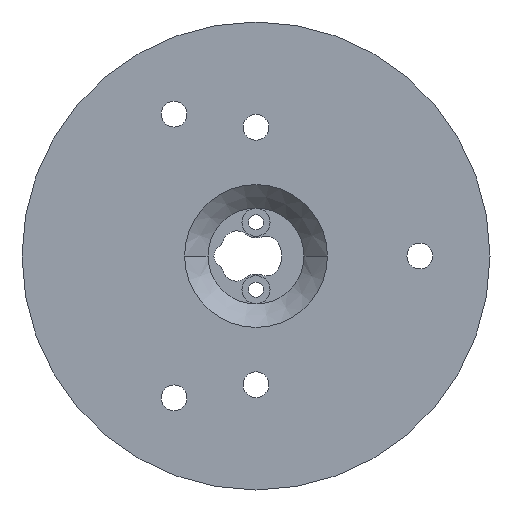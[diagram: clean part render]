
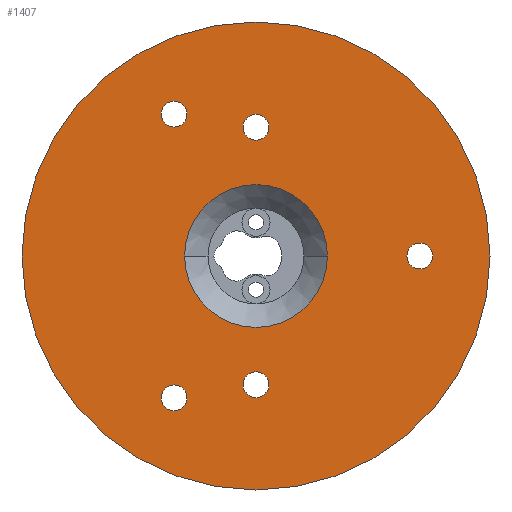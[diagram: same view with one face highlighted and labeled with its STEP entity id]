
A CAD part, front view. The second image highlights one B-rep face of the part: STEP entity #1407.
In plain terms, the highlighted planar face has unit normal (0, -1, 0).
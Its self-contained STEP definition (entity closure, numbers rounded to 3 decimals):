
#28 = EDGE_CURVE ( 'NONE', #1814, #1941, #285, .T. ) ;
#37 = CIRCLE ( 'NONE', #539, 2.75 ) ;
#51 = ORIENTED_EDGE ( 'NONE', *, *, #1323, .F. ) ;
#57 = CARTESIAN_POINT ( 'NONE',  ( 0., 0., 27.5 ) ) ;
#62 = EDGE_CURVE ( 'NONE', #1941, #1814, #1372, .T. ) ;
#66 = DIRECTION ( 'NONE',  ( 0., -1., 0. ) ) ;
#96 = ORIENTED_EDGE ( 'NONE', *, *, #1695, .T. ) ;
#129 = ORIENTED_EDGE ( 'NONE', *, *, #191, .F. ) ;
#132 = ORIENTED_EDGE ( 'NONE', *, *, #383, .F. ) ;
#191 = EDGE_CURVE ( 'NONE', #1081, #577, #1453, .T. ) ;
#208 = AXIS2_PLACEMENT_3D ( 'NONE', #218, #865, #1521 ) ;
#218 = CARTESIAN_POINT ( 'NONE',  ( -50., 0., 0. ) ) ;
#226 = EDGE_CURVE ( 'NONE', #577, #1081, #1146, .T. ) ;
#243 = DIRECTION ( 'NONE',  ( 1., 0., 0. ) ) ;
#246 = FACE_BOUND ( 'NONE', #1988, .T. ) ;
#247 = CARTESIAN_POINT ( 'NONE',  ( -17.5, 0., 30.311 ) ) ;
#271 = AXIS2_PLACEMENT_3D ( 'NONE', #1508, #1390, #568 ) ;
#285 = CIRCLE ( 'NONE', #1840, 15.25 ) ;
#307 = DIRECTION ( 'NONE',  ( 0., -1., 0. ) ) ;
#321 = DIRECTION ( 'NONE',  ( 1., 0., 0. ) ) ;
#328 = AXIS2_PLACEMENT_3D ( 'NONE', #668, #1640, #1133 ) ;
#352 = VERTEX_POINT ( 'NONE', #479 ) ;
#354 = DIRECTION ( 'NONE',  ( 0., -1., 0. ) ) ;
#359 = EDGE_CURVE ( 'NONE', #1047, #352, #465, .T. ) ;
#366 = CIRCLE ( 'NONE', #1823, 2.75 ) ;
#372 = FACE_OUTER_BOUND ( 'NONE', #481, .T. ) ;
#383 = EDGE_CURVE ( 'NONE', #1002, #926, #366, .T. ) ;
#400 = DIRECTION ( 'NONE',  ( 1., 0., 0. ) ) ;
#428 = AXIS2_PLACEMENT_3D ( 'NONE', #1300, #1946, #491 ) ;
#439 = CIRCLE ( 'NONE', #1898, 2.75 ) ;
#448 = EDGE_CURVE ( 'NONE', #496, #1548, #439, .T. ) ;
#461 = CARTESIAN_POINT ( 'NONE',  ( -14.75, 0., 30.311 ) ) ;
#465 = CIRCLE ( 'NONE', #1280, 2.75 ) ;
#479 = CARTESIAN_POINT ( 'NONE',  ( -14.75, 0., -30.311 ) ) ;
#481 = EDGE_LOOP ( 'NONE', ( #96, #1258 ) ) ;
#491 = DIRECTION ( 'NONE',  ( 1., 0., 0. ) ) ;
#496 = VERTEX_POINT ( 'NONE', #1981 ) ;
#506 = ORIENTED_EDGE ( 'NONE', *, *, #359, .F. ) ;
#517 = DIRECTION ( 'NONE',  ( 1., 0., 0. ) ) ;
#535 = CARTESIAN_POINT ( 'NONE',  ( 0., 0., -27.5 ) ) ;
#539 = AXIS2_PLACEMENT_3D ( 'NONE', #535, #1365, #400 ) ;
#548 = EDGE_CURVE ( 'NONE', #352, #1047, #1619, .T. ) ;
#559 = VERTEX_POINT ( 'NONE', #1322 ) ;
#568 = DIRECTION ( 'NONE',  ( 1., 0., 0. ) ) ;
#575 = CIRCLE ( 'NONE', #271, 2.75 ) ;
#576 = DIRECTION ( 'NONE',  ( 1., 0., 0. ) ) ;
#577 = VERTEX_POINT ( 'NONE', #669 ) ;
#589 = DIRECTION ( 'NONE',  ( 1., 0., 0. ) ) ;
#607 = VERTEX_POINT ( 'NONE', #1506 ) ;
#622 = EDGE_LOOP ( 'NONE', ( #1069, #1259 ) ) ;
#654 = CARTESIAN_POINT ( 'NONE',  ( 0., 0., 0. ) ) ;
#665 = CIRCLE ( 'NONE', #1652, 50. ) ;
#668 = CARTESIAN_POINT ( 'NONE',  ( 0., 0., 0. ) ) ;
#669 = CARTESIAN_POINT ( 'NONE',  ( -20.25, 0., 30.311 ) ) ;
#698 = AXIS2_PLACEMENT_3D ( 'NONE', #247, #2022, #1228 ) ;
#721 = DIRECTION ( 'NONE',  ( 1., 0., 0. ) ) ;
#739 = CARTESIAN_POINT ( 'NONE',  ( 0., 0., 0. ) ) ;
#783 = DIRECTION ( 'NONE',  ( 1., 0., 0. ) ) ;
#797 = DIRECTION ( 'NONE',  ( 0., -1., 0. ) ) ;
#802 = ORIENTED_EDGE ( 'NONE', *, *, #1790, .F. ) ;
#865 = DIRECTION ( 'NONE',  ( 0., -1., 0. ) ) ;
#872 = CARTESIAN_POINT ( 'NONE',  ( 50., 0., 0. ) ) ;
#906 = DIRECTION ( 'NONE',  ( 0., -1., 0. ) ) ;
#919 = CARTESIAN_POINT ( 'NONE',  ( 2.75, 0., -27.5 ) ) ;
#926 = VERTEX_POINT ( 'NONE', #1511 ) ;
#954 = DIRECTION ( 'NONE',  ( 1., 0., 0. ) ) ;
#967 = AXIS2_PLACEMENT_3D ( 'NONE', #57, #66, #721 ) ;
#979 = CARTESIAN_POINT ( 'NONE',  ( -17.5, 0., 30.311 ) ) ;
#992 = VERTEX_POINT ( 'NONE', #1054 ) ;
#1002 = VERTEX_POINT ( 'NONE', #1415 ) ;
#1047 = VERTEX_POINT ( 'NONE', #1442 ) ;
#1054 = CARTESIAN_POINT ( 'NONE',  ( -50., 0., 0. ) ) ;
#1069 = ORIENTED_EDGE ( 'NONE', *, *, #62, .T. ) ;
#1081 = VERTEX_POINT ( 'NONE', #461 ) ;
#1133 = DIRECTION ( 'NONE',  ( 1., 0., 0. ) ) ;
#1146 = CIRCLE ( 'NONE', #698, 2.75 ) ;
#1152 = EDGE_LOOP ( 'NONE', ( #1803, #132 ) ) ;
#1154 = CARTESIAN_POINT ( 'NONE',  ( 0., 0., 0. ) ) ;
#1174 = PLANE ( 'NONE',  #208 ) ;
#1195 = CIRCLE ( 'NONE', #1273, 2.75 ) ;
#1228 = DIRECTION ( 'NONE',  ( 1., 0., 0. ) ) ;
#1230 = CARTESIAN_POINT ( 'NONE',  ( 15.25, 0., 0. ) ) ;
#1252 = CARTESIAN_POINT ( 'NONE',  ( -17.5, 0., -30.311 ) ) ;
#1258 = ORIENTED_EDGE ( 'NONE', *, *, #1630, .T. ) ;
#1259 = ORIENTED_EDGE ( 'NONE', *, *, #28, .T. ) ;
#1273 = AXIS2_PLACEMENT_3D ( 'NONE', #1704, #1334, #243 ) ;
#1280 = AXIS2_PLACEMENT_3D ( 'NONE', #1252, #1886, #954 ) ;
#1300 = CARTESIAN_POINT ( 'NONE',  ( -17.5, 0., -30.311 ) ) ;
#1317 = EDGE_LOOP ( 'NONE', ( #129, #1709 ) ) ;
#1322 = CARTESIAN_POINT ( 'NONE',  ( -2.75, 0., 27.5 ) ) ;
#1323 = EDGE_CURVE ( 'NONE', #1548, #496, #37, .T. ) ;
#1334 = DIRECTION ( 'NONE',  ( 0., -1., 0. ) ) ;
#1359 = EDGE_CURVE ( 'NONE', #926, #1002, #575, .T. ) ;
#1365 = DIRECTION ( 'NONE',  ( 0., -1., 0. ) ) ;
#1372 = CIRCLE ( 'NONE', #1650, 15.25 ) ;
#1390 = DIRECTION ( 'NONE',  ( 0., -1., 0. ) ) ;
#1391 = ORIENTED_EDGE ( 'NONE', *, *, #448, .F. ) ;
#1407 = ADVANCED_FACE ( 'NONE', ( #1708, #1678, #2000, #1854, #246, #2035, #372 ), #1174, .T. ) ;
#1415 = CARTESIAN_POINT ( 'NONE',  ( 32.25, 0., 0. ) ) ;
#1442 = CARTESIAN_POINT ( 'NONE',  ( -20.25, 0., -30.311 ) ) ;
#1453 = CIRCLE ( 'NONE', #1921, 2.75 ) ;
#1470 = ORIENTED_EDGE ( 'NONE', *, *, #548, .F. ) ;
#1506 = CARTESIAN_POINT ( 'NONE',  ( 2.75, 0., 27.5 ) ) ;
#1508 = CARTESIAN_POINT ( 'NONE',  ( 35., 0., 0. ) ) ;
#1511 = CARTESIAN_POINT ( 'NONE',  ( 37.75, 0., 0. ) ) ;
#1521 = DIRECTION ( 'NONE',  ( 0., 0., -1. ) ) ;
#1548 = VERTEX_POINT ( 'NONE', #919 ) ;
#1552 = CARTESIAN_POINT ( 'NONE',  ( -15.25, 0., 0. ) ) ;
#1589 = ORIENTED_EDGE ( 'NONE', *, *, #1897, .F. ) ;
#1593 = CARTESIAN_POINT ( 'NONE',  ( 0., 0., -27.5 ) ) ;
#1619 = CIRCLE ( 'NONE', #428, 2.75 ) ;
#1630 = EDGE_CURVE ( 'NONE', #992, #2101, #1953, .T. ) ;
#1632 = DIRECTION ( 'NONE',  ( 1., 0., 0. ) ) ;
#1640 = DIRECTION ( 'NONE',  ( 0., -1., 0. ) ) ;
#1650 = AXIS2_PLACEMENT_3D ( 'NONE', #654, #2104, #783 ) ;
#1652 = AXIS2_PLACEMENT_3D ( 'NONE', #1154, #354, #517 ) ;
#1667 = EDGE_LOOP ( 'NONE', ( #1589, #802 ) ) ;
#1678 = FACE_BOUND ( 'NONE', #1667, .T. ) ;
#1694 = EDGE_LOOP ( 'NONE', ( #51, #1391 ) ) ;
#1695 = EDGE_CURVE ( 'NONE', #2101, #992, #665, .T. ) ;
#1704 = CARTESIAN_POINT ( 'NONE',  ( 0., 0., 27.5 ) ) ;
#1708 = FACE_BOUND ( 'NONE', #1152, .T. ) ;
#1709 = ORIENTED_EDGE ( 'NONE', *, *, #226, .F. ) ;
#1790 = EDGE_CURVE ( 'NONE', #559, #607, #1195, .T. ) ;
#1803 = ORIENTED_EDGE ( 'NONE', *, *, #1359, .F. ) ;
#1814 = VERTEX_POINT ( 'NONE', #1552 ) ;
#1823 = AXIS2_PLACEMENT_3D ( 'NONE', #1924, #307, #589 ) ;
#1840 = AXIS2_PLACEMENT_3D ( 'NONE', #739, #1869, #576 ) ;
#1854 = FACE_BOUND ( 'NONE', #1694, .T. ) ;
#1869 = DIRECTION ( 'NONE',  ( 0., 1., 0. ) ) ;
#1879 = CIRCLE ( 'NONE', #967, 2.75 ) ;
#1886 = DIRECTION ( 'NONE',  ( 0., -1., 0. ) ) ;
#1897 = EDGE_CURVE ( 'NONE', #607, #559, #1879, .T. ) ;
#1898 = AXIS2_PLACEMENT_3D ( 'NONE', #1593, #797, #321 ) ;
#1921 = AXIS2_PLACEMENT_3D ( 'NONE', #979, #906, #1632 ) ;
#1924 = CARTESIAN_POINT ( 'NONE',  ( 35., 0., 0. ) ) ;
#1941 = VERTEX_POINT ( 'NONE', #1230 ) ;
#1946 = DIRECTION ( 'NONE',  ( 0., -1., 0. ) ) ;
#1953 = CIRCLE ( 'NONE', #328, 50. ) ;
#1981 = CARTESIAN_POINT ( 'NONE',  ( -2.75, 0., -27.5 ) ) ;
#1988 = EDGE_LOOP ( 'NONE', ( #1470, #506 ) ) ;
#2000 = FACE_BOUND ( 'NONE', #1317, .T. ) ;
#2022 = DIRECTION ( 'NONE',  ( 0., -1., 0. ) ) ;
#2035 = FACE_BOUND ( 'NONE', #622, .T. ) ;
#2101 = VERTEX_POINT ( 'NONE', #872 ) ;
#2104 = DIRECTION ( 'NONE',  ( 0., 1., 0. ) ) ;
